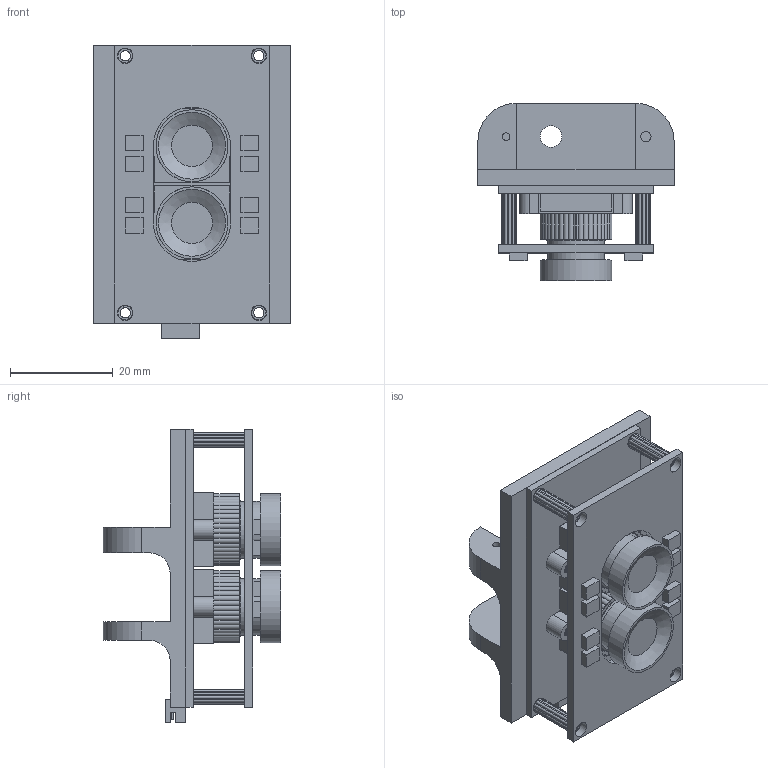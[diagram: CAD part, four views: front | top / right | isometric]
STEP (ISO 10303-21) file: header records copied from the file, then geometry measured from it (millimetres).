
FILE_DESCRIPTION(/* description */ (''),/* implementation_level */ '2;1');
FILE_NAME(/* name */ 'Arducam Brakett v11.step',/* time_stamp */ '2023-05-19T14:17:22+02:00',/* author */ (''),/* organization */ (''),/* preprocessor_version */ 'ST-DEVELOPER v19.2',/* originating_system */ 'Autodesk Translation Framework v12.4.0.73',/* authorisation */ '');
FILE_SCHEMA (('AUTOMOTIVE_DESIGN { 1 0 10303 214 3 1 1 }'));
Products named in the file (6): Arducam Brakett; Arducam B0198; ×°ÅäÌå3; Áã¼þ15; µæÖù; ÉÏ¸Ç
Assembly tree (9 placements, depth 3):
  Arducam Brakett
    Arducam B0198
      ×°ÅäÌå3
      Áã¼þ15  x2
      µæÖù  x4
      ÉÏ¸Ç
Bounding box: 38.2 x 34.5 x 57 mm (x, y, z)
Volume: 16547.5 mm3; surface area: 18398.3 mm2
Topology: 20 solids, 20 shells, 777 faces, 2145 edges, 1426 vertices
Faces by surface type: cylinder 563, plane 194, bspline 16, cone 4
Full cylindrical faces by diameter (mm): 0.5 x4, 0.724 x1, 1.5 x45, 1.844 x44, 2 x13, 3 x8, 4.2 x1, 11 x2, 11.656 x22, 12 x56, 12.344 x34, 14 x2
Entity records: 41336 total; most frequent: CARTESIAN_POINT 24143, ORIENTED_EDGE 3682, DIRECTION 3296, EDGE_CURVE 1841, VERTEX_POINT 1224, AXIS2_PLACEMENT_3D 1215, LINE 866, VECTOR 866
